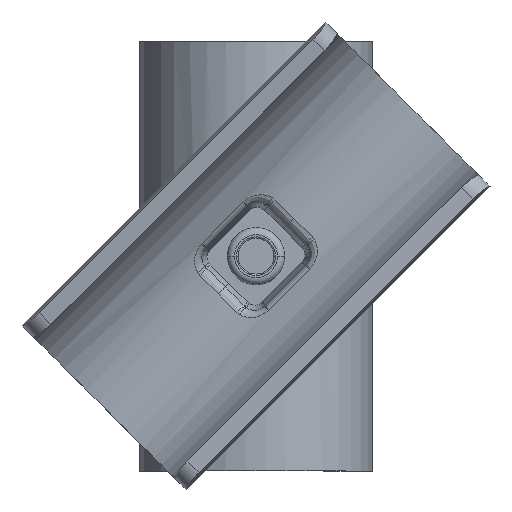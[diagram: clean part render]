
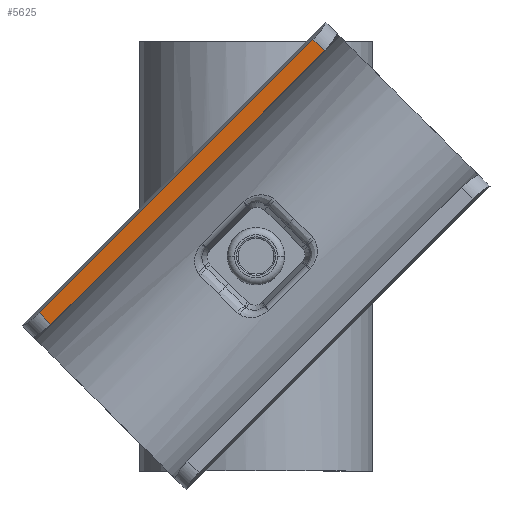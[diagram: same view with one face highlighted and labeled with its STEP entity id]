
A CAD part, top view. The second image highlights one B-rep face of the part: STEP entity #5625.
In plain terms, the highlighted face is planar.
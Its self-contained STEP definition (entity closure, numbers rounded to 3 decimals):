
#234=CARTESIAN_POINT('',(-13.523,-27.,-3.623));
#269=CARTESIAN_POINT('',(-13.523,27.,-3.623));
#281=DIRECTION('',(0.,1.,0.));
#282=VECTOR('',#281,54.);
#283=CARTESIAN_POINT('',(-13.523,-27.,-3.623));
#284=LINE('',#283,#282);
#1657=CARTESIAN_POINT('',(-15.745,27.,-4.219));
#1688=DIRECTION('',(0.966,0.,0.259));
#1689=VECTOR('',#1688,2.3);
#1690=CARTESIAN_POINT('',(-15.745,-27.,-4.219));
#1691=LINE('',#1690,#1689);
#1692=DIRECTION('',(0.966,0.,0.259));
#1693=VECTOR('',#1692,2.3);
#1694=CARTESIAN_POINT('',(-15.745,27.,-4.219));
#1695=LINE('',#1694,#1693);
#1696=DIRECTION('',(0.,1.,0.));
#1697=VECTOR('',#1696,54.);
#1698=CARTESIAN_POINT('',(-15.745,-27.,-4.219));
#1699=LINE('',#1698,#1697);
#1865=VERTEX_POINT('',#234);
#1866=CARTESIAN_POINT('',(-15.745,-27.,-4.219));
#1867=VERTEX_POINT('',#1866);
#1879=VERTEX_POINT('',#269);
#1883=VERTEX_POINT('',#1657);
#5613=CARTESIAN_POINT('',(-14.634,0.,-3.921));
#5614=DIRECTION('',(0.259,0.,-0.966));
#5615=DIRECTION('',(0.,1.,0.));
#5616=AXIS2_PLACEMENT_3D('',#5613,#5614,#5615);
#5617=PLANE('',#5616);
#5618=ORIENTED_EDGE('',*,*,#1907,.T.);
#5619=ORIENTED_EDGE('',*,*,#1932,.T.);
#5621=ORIENTED_EDGE('',*,*,#5620,.F.);
#5622=ORIENTED_EDGE('',*,*,#5577,.F.);
#5623=EDGE_LOOP('',(#5618,#5619,#5621,#5622));
#5624=FACE_OUTER_BOUND('',#5623,.F.);
#5625=ADVANCED_FACE('',(#5624),#5617,.T.);
#1907=EDGE_CURVE('',#1867,#1865,#1691,.T.);
#1932=EDGE_CURVE('',#1865,#1879,#284,.T.);
#5577=EDGE_CURVE('',#1867,#1883,#1699,.T.);
#5620=EDGE_CURVE('',#1883,#1879,#1695,.T.);
